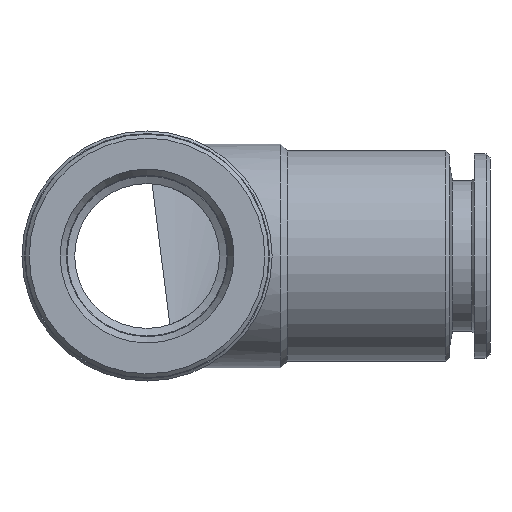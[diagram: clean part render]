
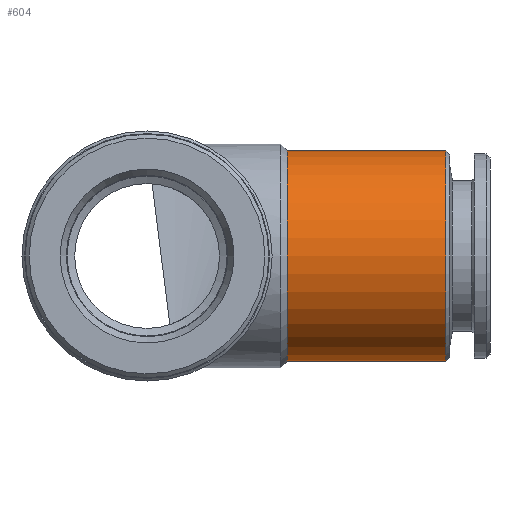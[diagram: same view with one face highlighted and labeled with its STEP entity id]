
A CAD part, left-side view. The second image highlights one B-rep face of the part: STEP entity #604.
In plain terms, the highlighted cylindrical face has radius 8 mm (diameter 16 mm), a full revolution.
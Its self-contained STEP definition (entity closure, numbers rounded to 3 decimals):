
#30=CYLINDRICAL_SURFACE('',#709,8.);
#151=ORIENTED_EDGE('',*,*,#233,.F.);
#152=ORIENTED_EDGE('',*,*,#232,.T.);
#232=EDGE_CURVE('',#287,#287,#337,.T.);
#233=EDGE_CURVE('',#288,#288,#338,.T.);
#287=VERTEX_POINT('',#1481);
#288=VERTEX_POINT('',#1484);
#337=CIRCLE('',#708,8.);
#338=CIRCLE('',#710,8.);
#419=EDGE_LOOP('',(#151));
#420=EDGE_LOOP('',(#152));
#525=FACE_BOUND('',#419,.T.);
#526=FACE_BOUND('',#420,.T.);
#604=ADVANCED_FACE('',(#525,#526),#30,.T.);
#708=AXIS2_PLACEMENT_3D('',#1480,#885,#886);
#709=AXIS2_PLACEMENT_3D('',#1482,#887,#888);
#710=AXIS2_PLACEMENT_3D('',#1483,#889,#890);
#885=DIRECTION('',(0.,1.,0.));
#886=DIRECTION('',(0.,0.,1.));
#887=DIRECTION('',(0.,1.,0.));
#888=DIRECTION('',(0.,0.,1.));
#889=DIRECTION('',(0.,1.,0.));
#890=DIRECTION('',(0.,0.,1.));
#1480=CARTESIAN_POINT('',(0.,-22.7,0.));
#1481=CARTESIAN_POINT('',(0.,-22.7,8.));
#1482=CARTESIAN_POINT('',(0.,10.564,0.));
#1483=CARTESIAN_POINT('',(0.,-10.646,0.));
#1484=CARTESIAN_POINT('',(0.,-10.646,8.));
